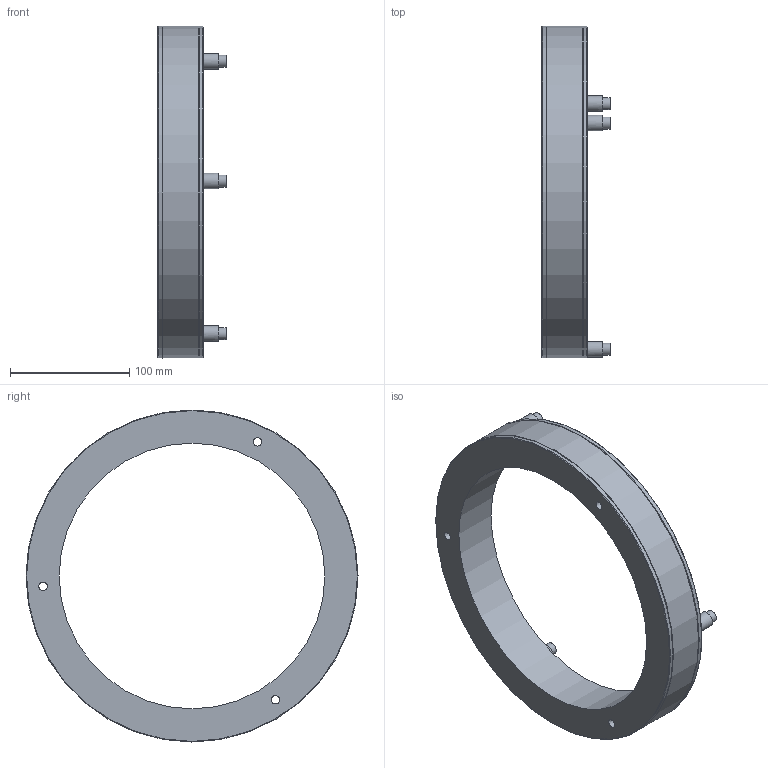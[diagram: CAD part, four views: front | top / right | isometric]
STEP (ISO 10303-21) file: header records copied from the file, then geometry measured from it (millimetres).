
FILE_DESCRIPTION(/* description */ ('','CAx-IF Rec.Pracs.---Representation and Presentation of Product Manufacturing Information (PMI)---4.0---2014-10-13'),/* implementation_level */ '2;1');
FILE_NAME(/* name */ 'klemmring+.stp',/* time_stamp */ '2021-06-18T10:28:39+02:00',/* author */ ('guzb562'),/* organization */ (''),/* preprocessor_version */ 'ST-DEVELOPER v18.1',/* originating_system */ 'Autodesk Inventor 2021',/* authorisation */ '');
FILE_SCHEMA (('AP242_MANAGED_MODEL_BASED_3D_ENGINEERING_MIM_LF { 1 0 10303 442 1 1 4 }'));
Length unit declared in the file: millimetre
Products named in the file (1): klemmring+
Bounding box: 57 x 278 x 278 mm (x, y, z)
Volume: 834525.6 mm3; surface area: 108710.2 mm2
Topology: 1 solids, 1 shells, 27 faces, 90 edges, 84 vertices
Faces by surface type: cylinder 13, plane 10, cone 4
Full cylindrical faces by diameter (mm): 7 x3, 10 x3, 13 x3, 222.4 x1, 278 x3
Entity records: 1114 total; most frequent: CARTESIAN_POINT 209, DIRECTION 203, ORIENTED_EDGE 118, AXIS2_PLACEMENT_3D 93, EDGE_CURVE 59, CIRCLE 52, EDGE_LOOP 40, VERTEX_POINT 39
